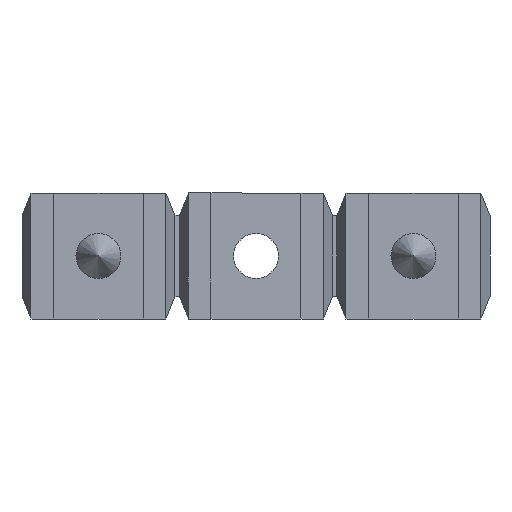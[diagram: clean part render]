
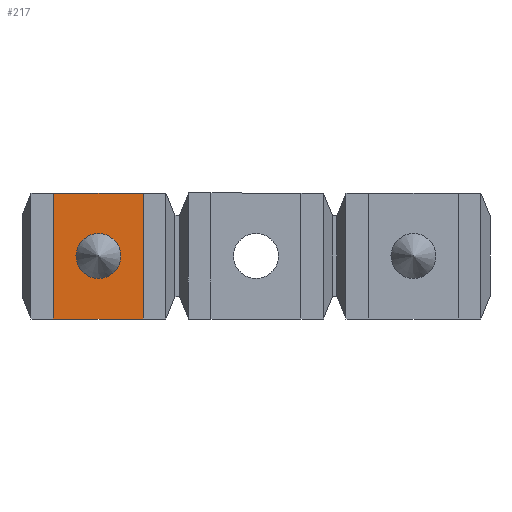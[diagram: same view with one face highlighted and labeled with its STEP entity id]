
A CAD part, front view. The second image highlights one B-rep face of the part: STEP entity #217.
In plain terms, the highlighted planar face has unit normal (0, -1, 0).
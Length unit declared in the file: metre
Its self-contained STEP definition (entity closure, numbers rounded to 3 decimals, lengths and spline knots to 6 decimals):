
#217=ADVANCED_FACE('',(#458,#459),#460,.T.);
#458=FACE_BOUND('',#717,.T.);
#459=FACE_OUTER_BOUND('',#718,.T.);
#460=PLANE('',#719);
#717=EDGE_LOOP('',(#1285));
#718=EDGE_LOOP('',(#1286,#1287,#1288,#1289));
#719=AXIS2_PLACEMENT_3D('',#1290,#1291,#1292);
#1285=ORIENTED_EDGE('',*,*,#1495,.T.);
#1286=ORIENTED_EDGE('',*,*,#1670,.T.);
#1287=ORIENTED_EDGE('',*,*,#1568,.F.);
#1288=ORIENTED_EDGE('',*,*,#1675,.T.);
#1289=ORIENTED_EDGE('',*,*,#1501,.F.);
#1290=CARTESIAN_POINT('',(0.204935,0.120978,0.0128));
#1291=DIRECTION('',(0.,-1.0,0.0));
#1292=DIRECTION('',(1.0,0.,0.0));
#1495=EDGE_CURVE('',#1771,#1771,#1772,.F.);
#1501=EDGE_CURVE('',#1781,#1783,#1784,.T.);
#1568=EDGE_CURVE('',#1893,#1895,#1896,.T.);
#1670=EDGE_CURVE('',#1781,#1895,#2028,.T.);
#1675=EDGE_CURVE('',#1893,#1783,#2033,.T.);
#1771=VERTEX_POINT('',#2150);
#1772=CIRCLE('',#2151,0.0005);
#1781=VERTEX_POINT('',#2163);
#1783=VERTEX_POINT('',#2166);
#1784=LINE('',#2167,#2168);
#1893=VERTEX_POINT('',#2331);
#1895=VERTEX_POINT('',#2334);
#1896=LINE('',#2335,#2336);
#2028=LINE('',#2532,#2533);
#2033=LINE('',#2540,#2541);
#2150=CARTESIAN_POINT('',(0.210685,0.120978,0.0113));
#2151=AXIS2_PLACEMENT_3D('',#2631,#2632,#2633);
#2163=CARTESIAN_POINT('',(0.211185,0.120978,0.0099));
#2166=CARTESIAN_POINT('',(0.209185,0.120978,0.0099));
#2167=CARTESIAN_POINT('',(0.204935,0.120978,0.0099));
#2168=VECTOR('',#2638,1.0);
#2331=CARTESIAN_POINT('',(0.209185,0.120978,0.0127));
#2334=CARTESIAN_POINT('',(0.211185,0.120978,0.0127));
#2335=CARTESIAN_POINT('',(0.204935,0.120978,0.0127));
#2336=VECTOR('',#2694,1.0);
#2532=CARTESIAN_POINT('',(0.211185,0.120978,0.0127));
#2533=VECTOR('',#2768,1.0);
#2540=CARTESIAN_POINT('',(0.209185,0.120978,0.0099));
#2541=VECTOR('',#2771,1.0);
#2631=CARTESIAN_POINT('',(0.210185,0.120978,0.0113));
#2632=DIRECTION('',(0.,-1.0,0.0));
#2633=DIRECTION('',(1.0,0.,0.0));
#2638=DIRECTION('',(-1.0,0.,0.));
#2694=DIRECTION('',(1.0,0.,0.));
#2768=DIRECTION('',(0.0,0.0,1.0));
#2771=DIRECTION('',(0.0,0.0,-1.0));
